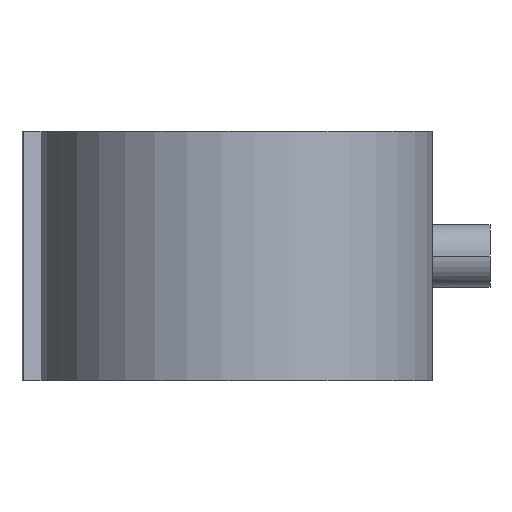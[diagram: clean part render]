
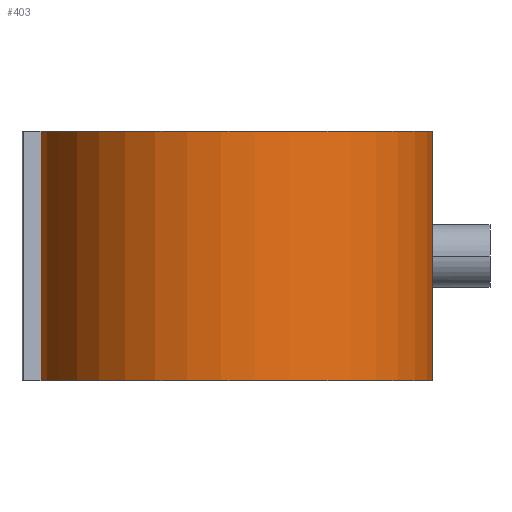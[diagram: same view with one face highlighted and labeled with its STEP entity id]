
A CAD part, front view. The second image highlights one B-rep face of the part: STEP entity #403.
In plain terms, the highlighted cylindrical face has radius 100.667 mm (diameter 201.333 mm), a partial arc.
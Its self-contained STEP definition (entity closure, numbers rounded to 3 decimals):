
#241 = EDGE_CURVE( '', #261, #521, #610, .T. );
#261 = VERTEX_POINT( '', #632 );
#285 = VERTEX_POINT( '', #656 );
#403 = ADVANCED_FACE( '', ( #789 ), #790, .T. );
#435 = EDGE_CURVE( '', #521, #285, #826, .T. );
#451 = EDGE_CURVE( '', #261, #495, #843, .T. );
#495 = VERTEX_POINT( '', #890 );
#521 = VERTEX_POINT( '', #919 );
#527 = EDGE_CURVE( '', #285, #495, #925, .T. );
#610 = LINE( '', #1073, #1074 );
#632 = CARTESIAN_POINT( '', ( -100.208, -9.6, 64. ) );
#656 = CARTESIAN_POINT( '', ( 100.208, 9.6, -64. ) );
#789 = FACE_OUTER_BOUND( '', #1411, .T. );
#790 = CYLINDRICAL_SURFACE( '', #1412, 100.667 );
#826 = CIRCLE( '', #1532, 100.667 );
#843 = CIRCLE( '', #1556, 100.667 );
#890 = CARTESIAN_POINT( '', ( 100.208, 9.6, 64. ) );
#919 = CARTESIAN_POINT( '', ( -100.208, -9.6, -64. ) );
#925 = LINE( '', #1779, #1780 );
#1073 = CARTESIAN_POINT( '', ( -100.208, -9.6, 64. ) );
#1074 = VECTOR( '', #1866, 1. );
#1411 = EDGE_LOOP( '', ( #2057, #2058, #2059, #2060 ) );
#1412 = AXIS2_PLACEMENT_3D( '', #2061, #2062, #2063 );
#1532 = AXIS2_PLACEMENT_3D( '', #2111, #2112, #2113 );
#1556 = AXIS2_PLACEMENT_3D( '', #2135, #2136, #2137 );
#1779 = CARTESIAN_POINT( '', ( 100.208, 9.6, 64. ) );
#1780 = VECTOR( '', #2204, 1. );
#1866 = DIRECTION( '', ( 0., 0., -1. ) );
#2057 = ORIENTED_EDGE( '', *, *, #527, .T. );
#2058 = ORIENTED_EDGE( '', *, *, #451, .F. );
#2059 = ORIENTED_EDGE( '', *, *, #241, .T. );
#2060 = ORIENTED_EDGE( '', *, *, #435, .T. );
#2061 = CARTESIAN_POINT( '', ( 0., 0., 64. ) );
#2062 = DIRECTION( '', ( 0., 0., 1. ) );
#2063 = DIRECTION( '', ( -0.995, -0.095, 0. ) );
#2111 = CARTESIAN_POINT( '', ( 0., 0., -64. ) );
#2112 = DIRECTION( '', ( 0., 0., 1. ) );
#2113 = DIRECTION( '', ( -0.995, -0.095, 0. ) );
#2135 = CARTESIAN_POINT( '', ( 0., 0., 64. ) );
#2136 = DIRECTION( '', ( 0., 0., 1. ) );
#2137 = DIRECTION( '', ( -0.995, -0.095, 0. ) );
#2204 = DIRECTION( '', ( 0., 0., 1. ) );
